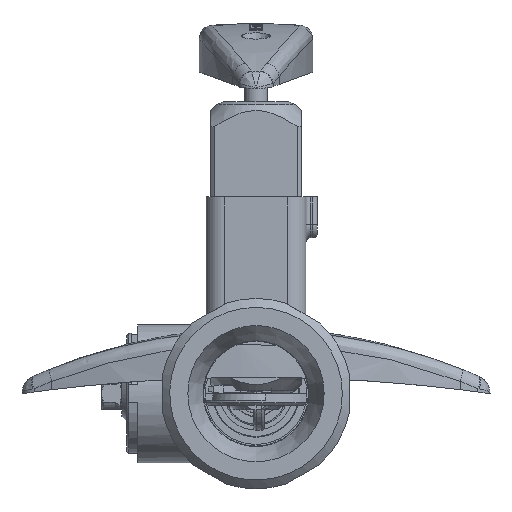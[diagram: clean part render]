
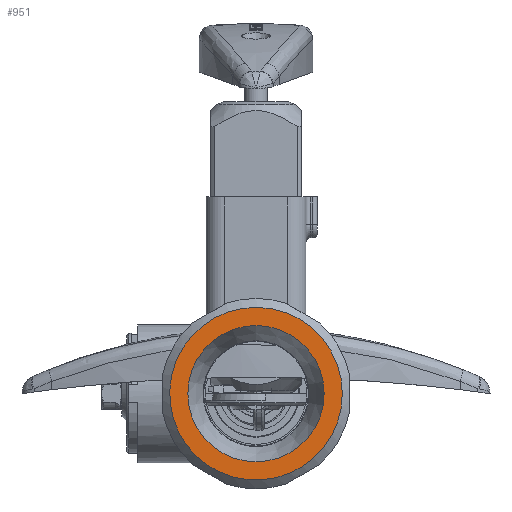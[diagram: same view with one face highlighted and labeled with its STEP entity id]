
A CAD part, front view. The second image highlights one B-rep face of the part: STEP entity #951.
In plain terms, the highlighted planar face has unit normal (0, -1, 0).
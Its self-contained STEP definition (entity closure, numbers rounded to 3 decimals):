
#951 = ADVANCED_FACE( '', ( #2483, #2484 ), #2485, .F. );
#2483 = FACE_BOUND( '', #4865, .T. );
#2484 = FACE_OUTER_BOUND( '', #4866, .T. );
#2485 = PLANE( '', #4867 );
#4865 = EDGE_LOOP( '', ( #10282 ) );
#4866 = EDGE_LOOP( '', ( #10283 ) );
#4867 = AXIS2_PLACEMENT_3D( '', #10284, #10285, #10286 );
#10282 = ORIENTED_EDGE( '', *, *, #13860, .T. );
#10283 = ORIENTED_EDGE( '', *, *, #13849, .T. );
#10284 = CARTESIAN_POINT( '', ( 0., -76., 0. ) );
#10285 = DIRECTION( '', ( 0., 1., 0. ) );
#10286 = DIRECTION( '', ( 0., 0., 1. ) );
#13849 = EDGE_CURVE( '', #16378, #16378, #16379, .T. );
#13860 = EDGE_CURVE( '', #16399, #16399, #16400, .T. );
#16378 = VERTEX_POINT( '', #23080 );
#16379 = CIRCLE( '', #23081, 19. );
#16399 = VERTEX_POINT( '', #23164 );
#16400 = CIRCLE( '', #23165, 15. );
#23080 = CARTESIAN_POINT( '', ( 19., -76., 0. ) );
#23081 = AXIS2_PLACEMENT_3D( '', #28779, #28780, #28781 );
#23164 = CARTESIAN_POINT( '', ( 0., -76., -15. ) );
#23165 = AXIS2_PLACEMENT_3D( '', #28803, #28804, #28805 );
#28779 = CARTESIAN_POINT( '', ( 0., -76., 0. ) );
#28780 = DIRECTION( '', ( 0., -1., 0. ) );
#28781 = DIRECTION( '', ( 1., 0., 0. ) );
#28803 = CARTESIAN_POINT( '', ( 0., -76., 0. ) );
#28804 = DIRECTION( '', ( 0., 1., 0. ) );
#28805 = DIRECTION( '', ( 0., 0., -1. ) );
